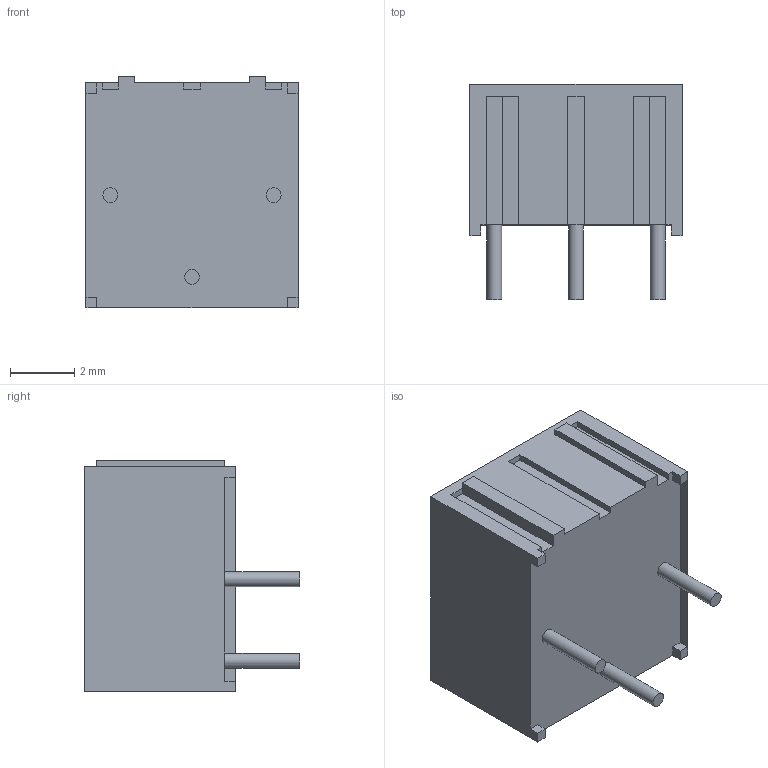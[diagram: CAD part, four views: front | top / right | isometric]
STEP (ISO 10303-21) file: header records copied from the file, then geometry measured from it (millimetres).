
FILE_DESCRIPTION(/* description */ (''),/* implementation_level */ '2;1');
FILE_NAME(/* name */ 'Trimpot 3362P.step',/* time_stamp */ '2019-03-10T21:03:52+11:00',/* author */ ('austfox'),/* organization */ (''),/* preprocessor_version */ 'ST-DEVELOPER v17.2',/* originating_system */ 'Autodesk Translation Framework v7.6.0.251',/* authorisation */ '');
FILE_SCHEMA (('AUTOMOTIVE_DESIGN { 1 0 10303 214 3 1 1 }'));
Length unit declared in the file: millimetre
Products named in the file (1): Trimpot 3362P
Bounding box: 6.6 x 6.7 x 7.2 mm (x, y, z)
Volume: 199.9 mm3; surface area: 282.5 mm2
Topology: 5 solids, 5 shells, 221 faces, 605 edges, 402 vertices
Faces by surface type: bspline 132, plane 84, cylinder 5
Full cylindrical faces by diameter (mm): 0.46 x3, 2.8 x2
Entity records: 8235 total; most frequent: CARTESIAN_POINT 3474, ORIENTED_EDGE 1212, EDGE_CURVE 606, DIRECTION 540, VERTEX_POINT 402, LINE 324, VECTOR 324, B_SPLINE_CURVE_WITH_KNOTS 264
